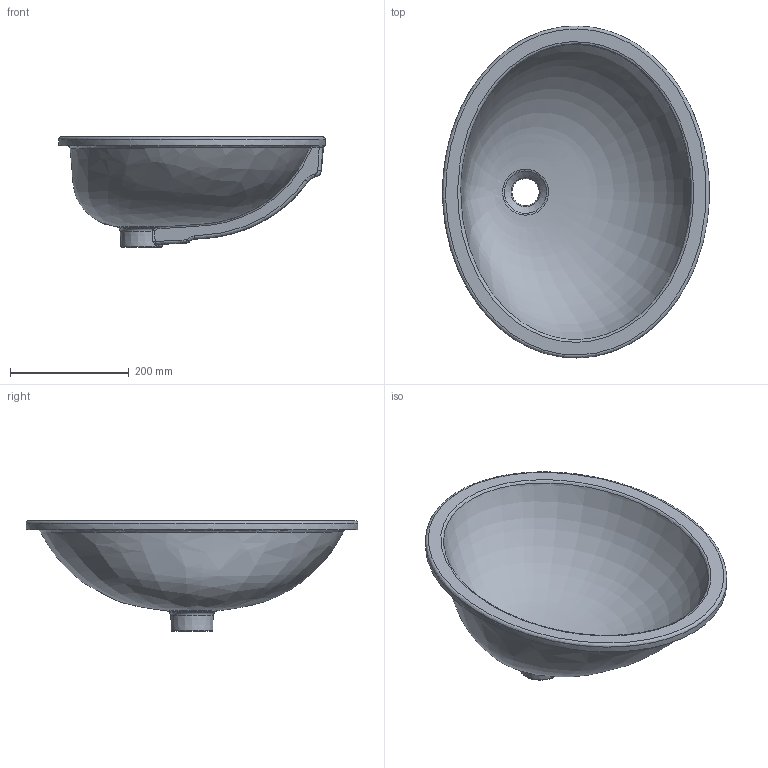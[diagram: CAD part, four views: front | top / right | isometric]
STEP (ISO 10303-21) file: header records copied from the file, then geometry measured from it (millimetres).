
FILE_DESCRIPTION(/* description */ (''),/* implementation_level */ '2;1');
FILE_NAME(/* name */ '1384 parma drop in.stp',/* time_stamp */ '2017-02-07T08:52:20+03:00',/* author */ (''),/* organization */ (''),/* preprocessor_version */ 'ST-DEVELOPER v16',/* originating_system */ 'SIEMENS PLM Software NX 10.0',/* authorisation */ '');
FILE_SCHEMA (('AP203_CONFIGURATION_CONTROLLED_3D_DESIGN_OF_MECHANICAL_PARTS_AND_ASSEMBLIES_MIM_LF { 1 0 10303 403 2 1 2}'));
Length unit declared in the file: millimetre
Products named in the file (1): Cosk10F4B405xyjn
Bounding box: 449.83 x 559.96 x 186.5 mm (x, y, z)
Volume: 4061014.3 mm3; surface area: 602223 mm2
Topology: 1 solids, 1 shells, 77 faces, 182 edges, 103 vertices
Faces by surface type: bspline 64, cone 4, torus 4, plane 3, cylinder 1, extrusion 1
Full cylindrical faces by diameter (mm): 46 x1
Entity records: 16709 total; most frequent: CARTESIAN_POINT 15385, ORIENTED_EDGE 330, EDGE_CURVE 165, DIRECTION 133, B_SPLINE_CURVE_WITH_KNOTS 113, VERTEX_POINT 97, EDGE_LOOP 86, ADVANCED_FACE 77
